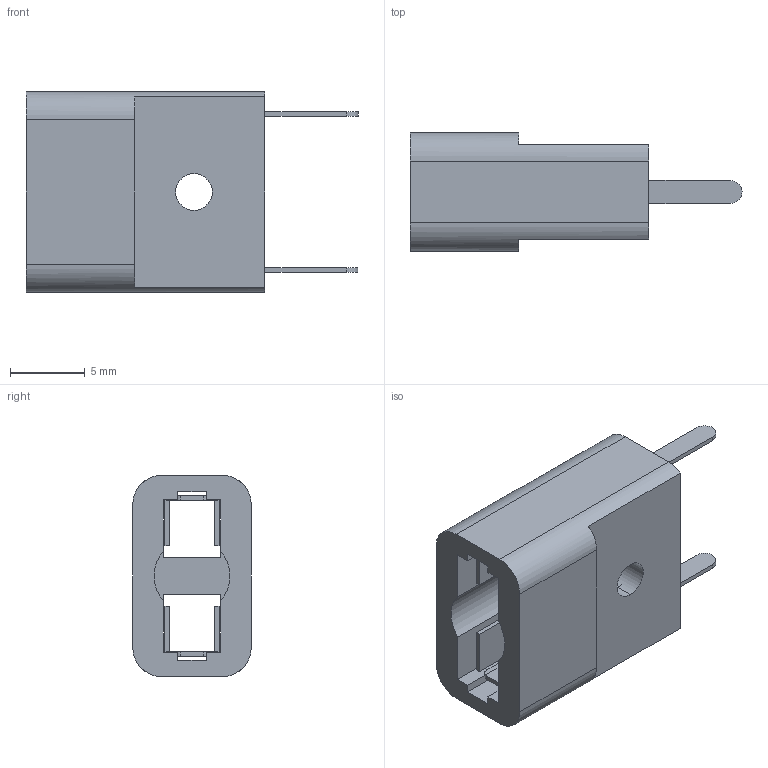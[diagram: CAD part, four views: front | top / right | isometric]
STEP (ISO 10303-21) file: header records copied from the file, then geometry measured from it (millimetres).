
FILE_DESCRIPTION (( 'STEP AP214' ), '1' );
FILE_NAME ('23-35.STEP', '2019-06-04T16:29:55', ( 'user' ), ( 'Microsoft' ), 'SwSTEP 2.0', 'SolidWorks 2018', '' );
FILE_SCHEMA (( 'AUTOMOTIVE_DESIGN' ));
Length unit declared in the file: inch
Products named in the file (3): 7806161xxx_Terminals; 9108650208; 23-35
Assembly tree (3 placements, depth 2):
  23-35
    9108650208
    7806161xxx_Terminals  x2
Bounding box: 22.24 x 7.92 x 13.46 mm (x, y, z)
Volume: 926 mm3; surface area: 1775.9 mm2
Topology: 3 solids, 3 shells, 99 faces, 278 edges, 184 vertices
Faces by surface type: plane 85, cylinder 14
Entity records: 2298 total; most frequent: CARTESIAN_POINT 389, ORIENTED_EDGE 380, DIRECTION 362, EDGE_CURVE 190, LINE 164, VECTOR 164, VERTEX_POINT 126, AXIS2_PLACEMENT_3D 99
